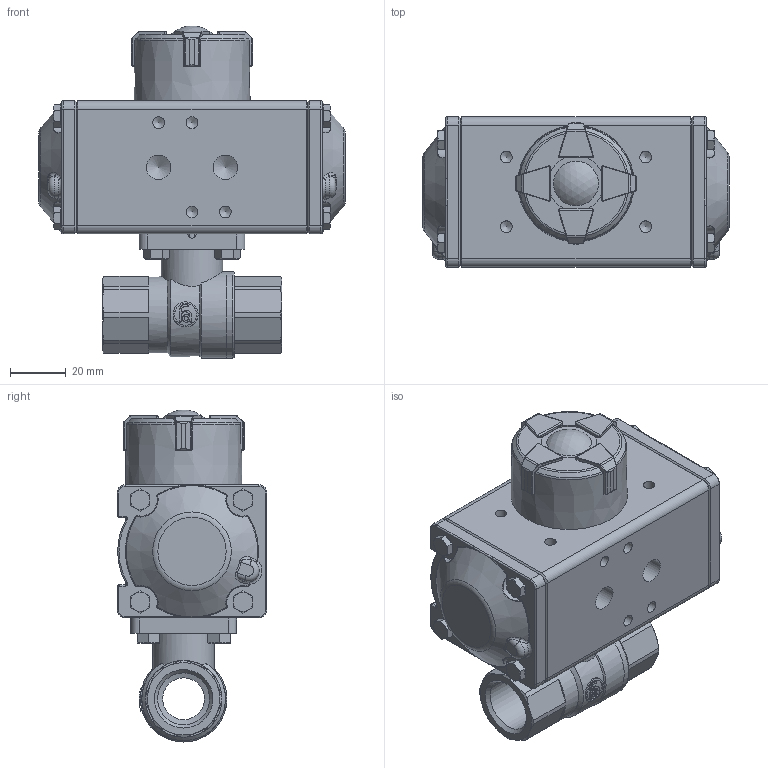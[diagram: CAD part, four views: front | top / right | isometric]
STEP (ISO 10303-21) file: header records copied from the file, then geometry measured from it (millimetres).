
FILE_DESCRIPTION(/* description */ ('Unknown'),/* implementation_level */ '2;1');
FILE_NAME(/* name */ 'DW01 0767-04',/* time_stamp */ '2022-10-14T10:12:28+02:00',/* author */ ('Unknown'),/* organization */ ('Unknown'),/* preprocessor_version */ 'ST-DEVELOPER v16.7',/* originating_system */ 'Solid Edge',/* authorisation */ 'Unknown');
FILE_SCHEMA (('AUTOMOTIVE_DESIGN {1 0 10303 214 3 1 1}'));
Length unit declared in the file: millimetre
Products named in the file (17): DW010767-04; 2.110.015_(767-04); LA0160#12015; OR0072#V16; SE0164#015; AT0042#24; OR0072#V21; LA0020#015; LA0161#015; RO0079#06; DIN 933 M5x16 A2-70 BLK_EDST; DW01_(DW09); KP-35; cup head nib bolts with large head gb_GB_FASTENER_BOLT_CHNBW M6X25-N; ________(___________; _____________; ______
Assembly tree (24 placements, depth 3):
  DW010767-04
    2.110.015_(767-04)
      LA0160#12015
      OR0072#V16  x2
      SE0164#015  x2
      AT0042#24
      OR0072#V21  x2
      LA0020#015
      LA0161#015
      RO0079#06
    DIN 933 M5x16 A2-70 BLK_EDST  x4
    DW01_(DW09)
      KP-35
      cup head nib bolts with large head gb_GB_FASTENER_BOLT_CHNBW M6X25-N
      ________(___________  x2
      _____________  x2
      ______
Bounding box: 110 x 53.8 x 119.11 mm (x, y, z)
Volume: 301444.5 mm3; surface area: 67153.7 mm2
Topology: 22 solids, 22 shells, 1267 faces, 3011 edges, 1820 vertices
Faces by surface type: plane 469, cylinder 341, bspline 172, cone 161, torus 113, sphere 11
Full cylindrical faces by diameter (mm): 1.516 x1, 1.8 x2, 3 x16, 3.3 x8, 4.2 x12, 4.66 x1, 5 x9, 6 x5, 6.2 x1, 7.863 x1, 8 x4, 8.1 x2, 8.8 x2, 9 x1, 9.7 x1, 10.8 x1, 11 x3, 11.02 x1, 11.1 x1, 11.9 x1, 12.9 x1, 14.5 x2, 15 x5, 15.5 x1, 16 x1, 18.631 x2, 19.6 x1, 20 x1, 20.95 x2, 21 x1
Entity records: 36281 total; most frequent: CARTESIAN_POINT 11615, DIRECTION 4581, ORIENTED_EDGE 4522, EDGE_CURVE 2261, AXIS2_PLACEMENT_3D 1856, VERTEX_POINT 1487, FACE_BOUND 1332, EDGE_LOOP 1312
